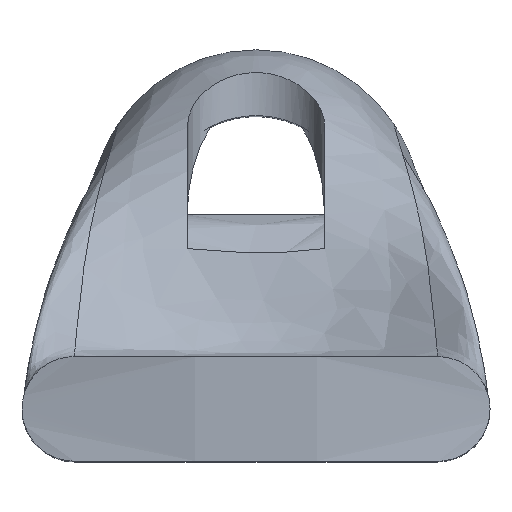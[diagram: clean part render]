
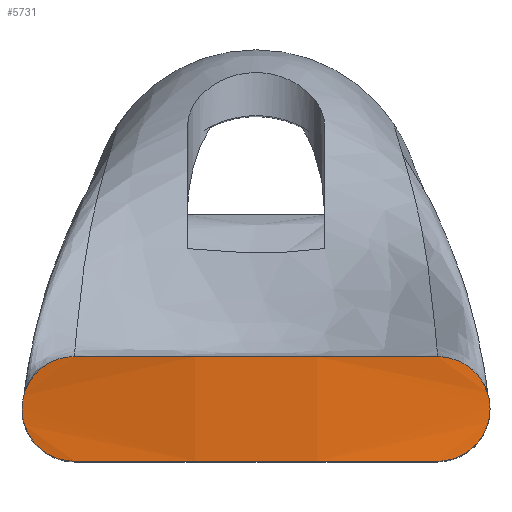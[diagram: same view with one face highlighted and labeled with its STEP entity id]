
A CAD part, top view. The second image highlights one B-rep face of the part: STEP entity #5731.
In plain terms, the highlighted cylindrical face has radius 20 mm (diameter 40 mm), a partial arc.
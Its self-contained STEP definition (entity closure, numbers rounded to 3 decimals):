
#3921=CARTESIAN_POINT('',(-3.3,-2.6,16.346));
#3922=VERTEX_POINT('',#3921);
#3931=CARTESIAN_POINT('',(3.3,-2.6,16.346));
#3932=VERTEX_POINT('',#3931);
#3933=CARTESIAN_POINT('',(0.0,-2.6,-3.38));
#3934=DIRECTION('',(0.0,-1.0,0.0));
#3935=DIRECTION('',(-0.213,0.0,0.977));
#3936=AXIS2_PLACEMENT_3D('',#3933,#3934,#3935);
#3937=CIRCLE('',#3936,20.0);
#3938=EDGE_CURVE('',#3932,#3922,#3937,.T.);
#5656=CARTESIAN_POINT('',(0.0,-4.5,-3.38));
#5657=DIRECTION('',(0.0,1.0,0.0));
#5658=DIRECTION('',(-0.213,0.0,0.977));
#5659=AXIS2_PLACEMENT_3D('',#5656,#5657,#5658);
#5660=CYLINDRICAL_SURFACE('',#5659,20.0);
#5661=CARTESIAN_POINT('',(-3.3,-4.5,16.346));
#5662=VERTEX_POINT('',#5661);
#5663=CARTESIAN_POINT('',(-4.25,-3.55,16.163));
#5664=VERTEX_POINT('',#5663);
#5665=CARTESIAN_POINT('',(-3.3,-4.5,16.346));
#5666=CARTESIAN_POINT('',(-3.42,-4.5,16.326));
#5667=CARTESIAN_POINT('',(-3.547,-4.476,16.303));
#5668=CARTESIAN_POINT('',(-3.782,-4.378,16.259));
#5669=CARTESIAN_POINT('',(-3.889,-4.305,16.238));
#5670=CARTESIAN_POINT('',(-4.057,-4.136,16.204));
#5671=CARTESIAN_POINT('',(-4.13,-4.029,16.189));
#5672=CARTESIAN_POINT('',(-4.226,-3.796,16.168));
#5673=CARTESIAN_POINT('',(-4.25,-3.669,16.163));
#5674=CARTESIAN_POINT('',(-4.25,-3.55,16.163));
#5675=B_SPLINE_CURVE_WITH_KNOTS('',3,(#5665,#5666,#5667,#5668,#5669,#5670,#5671,#5672,#5673,#5674),.UNSPECIFIED.,.F.,.U.,(4,2,2,2,4),(0.144,0.18,0.217,0.253,0.288),.UNSPECIFIED.);
#5676=EDGE_CURVE('',#5662,#5664,#5675,.T.);
#5677=ORIENTED_EDGE('',*,*,#5676,.F.);
#5678=CARTESIAN_POINT('',(3.3,-4.5,16.346));
#5679=VERTEX_POINT('',#5678);
#5680=CARTESIAN_POINT('',(0.0,-4.5,-3.38));
#5681=DIRECTION('',(0.0,1.0,0.0));
#5682=DIRECTION('',(-0.213,0.0,0.977));
#5683=AXIS2_PLACEMENT_3D('',#5680,#5681,#5682);
#5684=CIRCLE('',#5683,20.0);
#5685=EDGE_CURVE('',#5662,#5679,#5684,.T.);
#5686=ORIENTED_EDGE('',*,*,#5685,.T.);
#5687=CARTESIAN_POINT('',(4.25,-3.55,16.163));
#5688=VERTEX_POINT('',#5687);
#5689=CARTESIAN_POINT('',(4.25,-3.55,16.163));
#5690=CARTESIAN_POINT('',(4.25,-3.669,16.163));
#5691=CARTESIAN_POINT('',(4.226,-3.796,16.168));
#5692=CARTESIAN_POINT('',(4.13,-4.029,16.189));
#5693=CARTESIAN_POINT('',(4.057,-4.136,16.204));
#5694=CARTESIAN_POINT('',(3.889,-4.305,16.238));
#5695=CARTESIAN_POINT('',(3.782,-4.378,16.259));
#5696=CARTESIAN_POINT('',(3.547,-4.476,16.303));
#5697=CARTESIAN_POINT('',(3.42,-4.5,16.326));
#5698=CARTESIAN_POINT('',(3.3,-4.5,16.346));
#5699=B_SPLINE_CURVE_WITH_KNOTS('',3,(#5689,#5690,#5691,#5692,#5693,#5694,#5695,#5696,#5697,#5698),.UNSPECIFIED.,.F.,.U.,(4,2,2,2,4),(0.288,0.324,0.36,0.396,0.433),.UNSPECIFIED.);
#5700=EDGE_CURVE('',#5688,#5679,#5699,.T.);
#5701=ORIENTED_EDGE('',*,*,#5700,.F.);
#5702=CARTESIAN_POINT('',(3.3,-2.6,16.346));
#5703=CARTESIAN_POINT('',(3.42,-2.6,16.326));
#5704=CARTESIAN_POINT('',(3.547,-2.624,16.303));
#5705=CARTESIAN_POINT('',(3.782,-2.722,16.259));
#5706=CARTESIAN_POINT('',(3.889,-2.795,16.238));
#5707=CARTESIAN_POINT('',(4.057,-2.964,16.204));
#5708=CARTESIAN_POINT('',(4.13,-3.071,16.189));
#5709=CARTESIAN_POINT('',(4.226,-3.304,16.168));
#5710=CARTESIAN_POINT('',(4.25,-3.431,16.163));
#5711=CARTESIAN_POINT('',(4.25,-3.55,16.163));
#5712=B_SPLINE_CURVE_WITH_KNOTS('',3,(#5702,#5703,#5704,#5705,#5706,#5707,#5708,#5709,#5710,#5711),.UNSPECIFIED.,.F.,.U.,(4,2,2,2,4),(0.432,0.469,0.505,0.541,0.577),.UNSPECIFIED.);
#5713=EDGE_CURVE('',#3932,#5688,#5712,.T.);
#5714=ORIENTED_EDGE('',*,*,#5713,.F.);
#5715=ORIENTED_EDGE('',*,*,#3938,.T.);
#5716=CARTESIAN_POINT('',(-4.25,-3.55,16.163));
#5717=CARTESIAN_POINT('',(-4.25,-3.431,16.163));
#5718=CARTESIAN_POINT('',(-4.226,-3.304,16.168));
#5719=CARTESIAN_POINT('',(-4.13,-3.071,16.189));
#5720=CARTESIAN_POINT('',(-4.057,-2.964,16.204));
#5721=CARTESIAN_POINT('',(-3.889,-2.795,16.238));
#5722=CARTESIAN_POINT('',(-3.782,-2.722,16.259));
#5723=CARTESIAN_POINT('',(-3.547,-2.624,16.303));
#5724=CARTESIAN_POINT('',(-3.42,-2.6,16.326));
#5725=CARTESIAN_POINT('',(-3.3,-2.6,16.346));
#5726=B_SPLINE_CURVE_WITH_KNOTS('',3,(#5716,#5717,#5718,#5719,#5720,#5721,#5722,#5723,#5724,#5725),.UNSPECIFIED.,.F.,.U.,(4,2,2,2,4),(0.577,0.612,0.648,0.685,0.721),.UNSPECIFIED.);
#5727=EDGE_CURVE('',#5664,#3922,#5726,.T.);
#5728=ORIENTED_EDGE('',*,*,#5727,.F.);
#5729=EDGE_LOOP('',(#5677,#5686,#5701,#5714,#5715,#5728));
#5730=FACE_OUTER_BOUND('',#5729,.T.);
#5731=ADVANCED_FACE('',(#5730),#5660,.T.);
